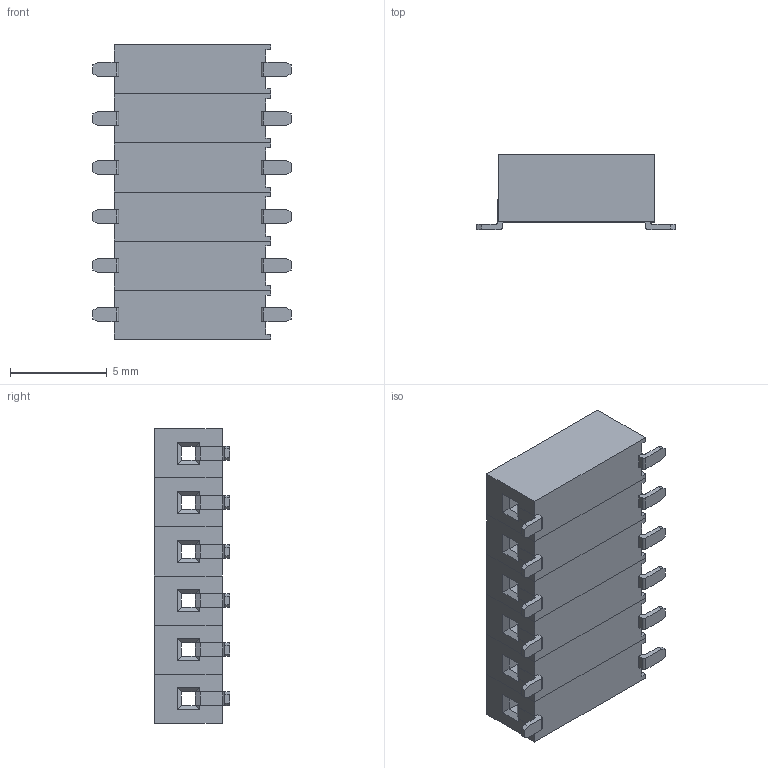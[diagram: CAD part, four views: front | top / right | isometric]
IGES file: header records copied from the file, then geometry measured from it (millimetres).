
Start section: SolidWorks IGES file using analytic representation for surfaces
Global section: file name: BLSMBC-106.IGS; native system: SolidWorks 2014; preprocessor: SolidWorks 2014; author: ewilson; date: 140728.133133; units: inch
Bounding box: 10.29 x 3.89 x 15.24 mm (x, y, z)
Surface area: 859.5 mm2 (no closed solid volume)
Topology: 0 solids, 0 shells, 288 faces, 1728 edges, 1728 vertices
Faces by surface type: bspline 264, revolution 24
